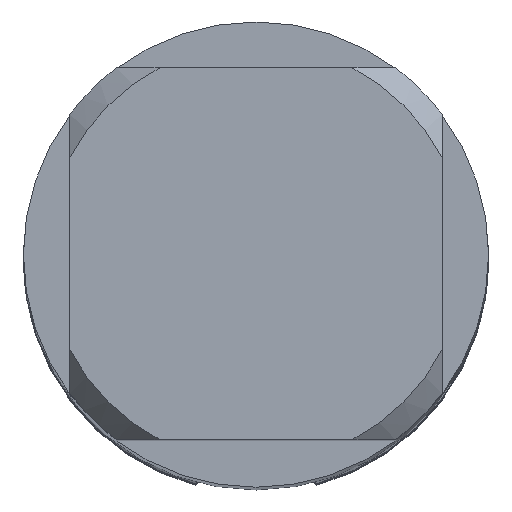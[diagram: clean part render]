
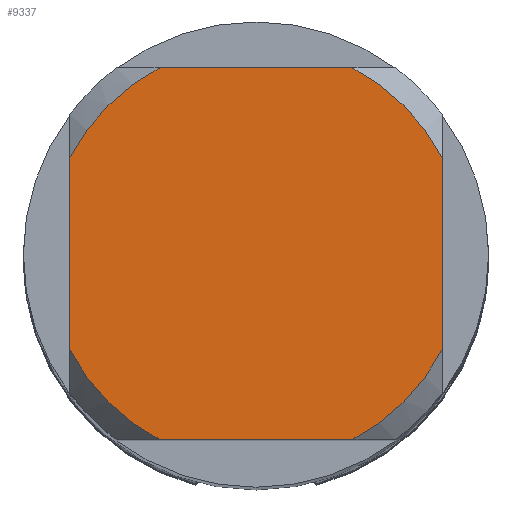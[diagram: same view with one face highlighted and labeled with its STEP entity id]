
A CAD part, top view. The second image highlights one B-rep face of the part: STEP entity #9337.
In plain terms, the highlighted planar face has unit normal (0, 0, 1).
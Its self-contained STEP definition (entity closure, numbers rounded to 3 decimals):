
#3281=EDGE_CURVE('',#8821,#4867,#9647,.T.);
#3665=VERTEX_POINT('',#10073);
#3927=EDGE_CURVE('',#6441,#8859,#10359,.T.);
#4309=EDGE_CURVE('',#6475,#3665,#10782,.T.);
#4367=EDGE_CURVE('',#5831,#3665,#10844,.T.);
#4867=VERTEX_POINT('',#11389);
#5039=EDGE_CURVE('',#6475,#4867,#11572,.T.);
#5831=VERTEX_POINT('',#12432);
#6441=VERTEX_POINT('',#13105);
#6475=VERTEX_POINT('',#13143);
#6707=EDGE_CURVE('',#5831,#7293,#13394,.T.);
#6829=EDGE_CURVE('',#8821,#8859,#13528,.T.);
#7293=VERTEX_POINT('',#14037);
#8703=EDGE_CURVE('',#6441,#7293,#15564,.T.);
#8821=VERTEX_POINT('',#15688);
#8859=VERTEX_POINT('',#15729);
#9337=ADVANCED_FACE('',(#16246),#16247,.T.);
#9647=CIRCLE('',#16610,4.5);
#10073=CARTESIAN_POINT('',(2.062,-4.0,0.0));
#10359=CIRCLE('',#17718,4.5);
#10782=CIRCLE('',#18448,4.5);
#10844=LINE('',#18565,#18566);
#11389=CARTESIAN_POINT('',(4.0,2.062,0.0));
#11572=LINE('',#19779,#19780);
#12432=CARTESIAN_POINT('',(-2.062,-4.0,0.0));
#13105=CARTESIAN_POINT('',(-4.0,2.062,0.0));
#13143=CARTESIAN_POINT('',(4.0,-2.062,0.0));
#13394=CIRCLE('',#22824,4.5);
#13528=LINE('',#23051,#23052);
#14037=CARTESIAN_POINT('',(-4.0,-2.062,0.0));
#15564=LINE('',#26662,#26663);
#15688=CARTESIAN_POINT('',(2.062,4.0,0.0));
#15729=CARTESIAN_POINT('',(-2.062,4.0,0.0));
#16246=FACE_OUTER_BOUND('',#27802,.T.);
#16247=PLANE('',#27803);
#16610=AXIS2_PLACEMENT_3D('',#28300,#28301,#28302);
#17718=AXIS2_PLACEMENT_3D('',#29072,#29073,#29074);
#18448=AXIS2_PLACEMENT_3D('',#29764,#29765,#29766);
#18565=CARTESIAN_POINT('',(0.0,-4.0,0.0));
#18566=VECTOR('',#29834,1.0);
#19779=CARTESIAN_POINT('',(4.0,1.125,0.0));
#19780=VECTOR('',#30566,1.0);
#22824=AXIS2_PLACEMENT_3D('',#32551,#32552,#32553);
#23051=CARTESIAN_POINT('',(0.0,4.0,0.0));
#23052=VECTOR('',#32704,1.0);
#26662=CARTESIAN_POINT('',(-4.0,1.125,0.0));
#26663=VECTOR('',#35247,1.0);
#27802=EDGE_LOOP('',(#35855,#35856,#35857,#35858,#35859,#35860,#35861,#35862));
#27803=AXIS2_PLACEMENT_3D('',#35863,#35864,#35865);
#28300=CARTESIAN_POINT('',(0.0,0.0,0.0));
#28301=DIRECTION('',(0.0,0.0,-1.0));
#28302=DIRECTION('',(0.0,1.0,0.0));
#29072=CARTESIAN_POINT('',(0.0,0.0,0.0));
#29073=DIRECTION('',(0.0,0.0,-1.0));
#29074=DIRECTION('',(0.0,1.0,0.0));
#29764=CARTESIAN_POINT('',(0.0,0.0,0.0));
#29765=DIRECTION('',(0.0,0.0,-1.0));
#29766=DIRECTION('',(0.0,1.0,0.0));
#29834=DIRECTION('',(1.0,0.0,0.0));
#30566=DIRECTION('',(-0.0,1.0,0.0));
#32551=CARTESIAN_POINT('',(0.0,0.0,0.0));
#32552=DIRECTION('',(0.0,0.0,-1.0));
#32553=DIRECTION('',(0.0,1.0,0.0));
#32704=DIRECTION('',(-1.0,0.0,0.0));
#35247=DIRECTION('',(-0.0,-1.0,0.0));
#35855=ORIENTED_EDGE('',*,*,#8703,.T.);
#35856=ORIENTED_EDGE('',*,*,#6707,.F.);
#35857=ORIENTED_EDGE('',*,*,#4367,.T.);
#35858=ORIENTED_EDGE('',*,*,#4309,.F.);
#35859=ORIENTED_EDGE('',*,*,#5039,.T.);
#35860=ORIENTED_EDGE('',*,*,#3281,.F.);
#35861=ORIENTED_EDGE('',*,*,#6829,.T.);
#35862=ORIENTED_EDGE('',*,*,#3927,.F.);
#35863=CARTESIAN_POINT('',(0.0,2.25,0.0));
#35864=DIRECTION('',(-0.0,0.0,1.0));
#35865=DIRECTION('',(0.0,-1.0,0.0));
